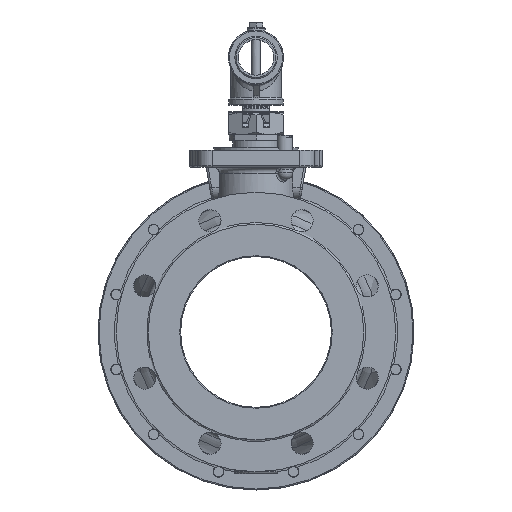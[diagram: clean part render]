
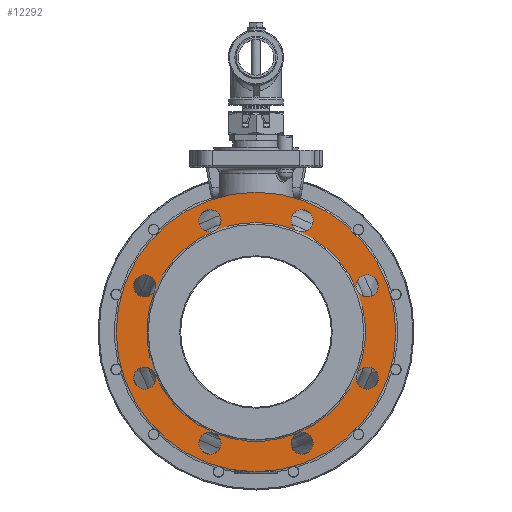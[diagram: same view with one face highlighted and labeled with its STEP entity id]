
A CAD part, left-side view. The second image highlights one B-rep face of the part: STEP entity #12292.
In plain terms, the highlighted planar face has unit normal (-1, 0, 0).
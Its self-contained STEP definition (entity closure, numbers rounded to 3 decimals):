
#447=FACE_BOUND('',#2541,.T.);
#619=CIRCLE('',#13022,11.1);
#621=CIRCLE('',#13025,11.1);
#623=CIRCLE('',#13028,11.1);
#625=CIRCLE('',#13031,11.1);
#627=CIRCLE('',#13034,11.1);
#629=CIRCLE('',#13037,11.1);
#631=CIRCLE('',#13040,11.1);
#632=CIRCLE('',#13042,140.);
#633=CIRCLE('',#13043,109.55);
#634=CIRCLE('',#13044,11.1);
#635=CIRCLE('',#13045,109.55);
#636=CIRCLE('',#13046,109.55);
#637=CIRCLE('',#13047,109.55);
#638=CIRCLE('',#13048,109.55);
#639=CIRCLE('',#13049,109.55);
#640=CIRCLE('',#13050,109.55);
#641=CIRCLE('',#13051,109.55);
#1798=FACE_OUTER_BOUND('',#2540,.T.);
#2540=EDGE_LOOP('',(#7732));
#2541=EDGE_LOOP('',(#7733,#7734,#7735,#7736,#7737,#7738,#7739,#7740,#7741,
#7742,#7743,#7744,#7745,#7746,#7747,#7748));
#4754=VERTEX_POINT('',#17312);
#4756=VERTEX_POINT('',#17317);
#4758=VERTEX_POINT('',#17322);
#4760=VERTEX_POINT('',#17327);
#4762=VERTEX_POINT('',#17332);
#4764=VERTEX_POINT('',#17337);
#4766=VERTEX_POINT('',#17342);
#4767=VERTEX_POINT('',#17345);
#4768=VERTEX_POINT('',#17347);
#5924=EDGE_CURVE('',#4754,#4754,#619,.T.);
#5926=EDGE_CURVE('',#4756,#4756,#621,.T.);
#5928=EDGE_CURVE('',#4758,#4758,#623,.T.);
#5930=EDGE_CURVE('',#4760,#4760,#625,.T.);
#5932=EDGE_CURVE('',#4762,#4762,#627,.T.);
#5934=EDGE_CURVE('',#4764,#4764,#629,.T.);
#5936=EDGE_CURVE('',#4766,#4766,#631,.T.);
#5937=EDGE_CURVE('',#4767,#4767,#632,.T.);
#5938=EDGE_CURVE('',#4768,#4754,#633,.T.);
#5939=EDGE_CURVE('',#4768,#4768,#634,.T.);
#5940=EDGE_CURVE('',#4766,#4768,#635,.T.);
#5941=EDGE_CURVE('',#4764,#4766,#636,.T.);
#5942=EDGE_CURVE('',#4762,#4764,#637,.T.);
#5943=EDGE_CURVE('',#4760,#4762,#638,.T.);
#5944=EDGE_CURVE('',#4758,#4760,#639,.T.);
#5945=EDGE_CURVE('',#4756,#4758,#640,.T.);
#5946=EDGE_CURVE('',#4754,#4756,#641,.T.);
#7732=ORIENTED_EDGE('',*,*,#5937,.F.);
#7733=ORIENTED_EDGE('',*,*,#5938,.F.);
#7734=ORIENTED_EDGE('',*,*,#5939,.T.);
#7735=ORIENTED_EDGE('',*,*,#5940,.F.);
#7736=ORIENTED_EDGE('',*,*,#5936,.T.);
#7737=ORIENTED_EDGE('',*,*,#5941,.F.);
#7738=ORIENTED_EDGE('',*,*,#5934,.T.);
#7739=ORIENTED_EDGE('',*,*,#5942,.F.);
#7740=ORIENTED_EDGE('',*,*,#5932,.T.);
#7741=ORIENTED_EDGE('',*,*,#5943,.F.);
#7742=ORIENTED_EDGE('',*,*,#5930,.T.);
#7743=ORIENTED_EDGE('',*,*,#5944,.F.);
#7744=ORIENTED_EDGE('',*,*,#5928,.T.);
#7745=ORIENTED_EDGE('',*,*,#5945,.F.);
#7746=ORIENTED_EDGE('',*,*,#5926,.T.);
#7747=ORIENTED_EDGE('',*,*,#5946,.F.);
#7748=ORIENTED_EDGE('',*,*,#5924,.T.);
#11295=PLANE('',#13041);
#12292=ADVANCED_FACE('',(#1798,#447),#11295,.F.);
#13022=AXIS2_PLACEMENT_3D('',#17313,#14172,#14173);
#13025=AXIS2_PLACEMENT_3D('',#17318,#14178,#14179);
#13028=AXIS2_PLACEMENT_3D('',#17323,#14184,#14185);
#13031=AXIS2_PLACEMENT_3D('',#17328,#14190,#14191);
#13034=AXIS2_PLACEMENT_3D('',#17333,#14196,#14197);
#13037=AXIS2_PLACEMENT_3D('',#17338,#14202,#14203);
#13040=AXIS2_PLACEMENT_3D('',#17343,#14208,#14209);
#13041=AXIS2_PLACEMENT_3D('',#17344,#14210,#14211);
#13042=AXIS2_PLACEMENT_3D('',#17346,#14212,#14213);
#13043=AXIS2_PLACEMENT_3D('',#17348,#14214,#14215);
#13044=AXIS2_PLACEMENT_3D('',#17349,#14216,#14217);
#13045=AXIS2_PLACEMENT_3D('',#17350,#14218,#14219);
#13046=AXIS2_PLACEMENT_3D('',#17351,#14220,#14221);
#13047=AXIS2_PLACEMENT_3D('',#17352,#14222,#14223);
#13048=AXIS2_PLACEMENT_3D('',#17353,#14224,#14225);
#13049=AXIS2_PLACEMENT_3D('',#17354,#14226,#14227);
#13050=AXIS2_PLACEMENT_3D('',#17355,#14228,#14229);
#13051=AXIS2_PLACEMENT_3D('',#17356,#14230,#14231);
#14172=DIRECTION('center_axis',(1.,0.,0.));
#14173=DIRECTION('ref_axis',(0.,0.707,0.707));
#14178=DIRECTION('center_axis',(1.,0.,0.));
#14179=DIRECTION('ref_axis',(0.,1.,0.));
#14184=DIRECTION('center_axis',(1.,0.,0.));
#14185=DIRECTION('ref_axis',(0.,0.707,-0.707));
#14190=DIRECTION('center_axis',(1.,0.,0.));
#14191=DIRECTION('ref_axis',(0.,0.,-1.));
#14196=DIRECTION('center_axis',(1.,0.,0.));
#14197=DIRECTION('ref_axis',(0.,-0.707,-0.707));
#14202=DIRECTION('center_axis',(1.,0.,0.));
#14203=DIRECTION('ref_axis',(0.,-1.,0.));
#14208=DIRECTION('center_axis',(1.,0.,0.));
#14209=DIRECTION('ref_axis',(0.,-0.707,0.707));
#14210=DIRECTION('center_axis',(1.,0.,0.));
#14211=DIRECTION('ref_axis',(0.,0.,-1.));
#14212=DIRECTION('center_axis',(1.,0.,0.));
#14213=DIRECTION('ref_axis',(0.,0.,-1.));
#14214=DIRECTION('center_axis',(-1.,0.,0.));
#14215=DIRECTION('ref_axis',(0.,0.,-1.));
#14216=DIRECTION('center_axis',(1.,0.,0.));
#14217=DIRECTION('ref_axis',(0.,0.,1.));
#14218=DIRECTION('center_axis',(-1.,0.,0.));
#14219=DIRECTION('ref_axis',(0.,0.,-1.));
#14220=DIRECTION('center_axis',(-1.,0.,0.));
#14221=DIRECTION('ref_axis',(0.,0.,-1.));
#14222=DIRECTION('center_axis',(-1.,0.,0.));
#14223=DIRECTION('ref_axis',(0.,0.,-1.));
#14224=DIRECTION('center_axis',(-1.,0.,0.));
#14225=DIRECTION('ref_axis',(0.,0.,-1.));
#14226=DIRECTION('center_axis',(-1.,0.,0.));
#14227=DIRECTION('ref_axis',(0.,0.,-1.));
#14228=DIRECTION('center_axis',(-1.,0.,0.));
#14229=DIRECTION('ref_axis',(0.,0.,-1.));
#14230=DIRECTION('center_axis',(-1.,0.,0.));
#14231=DIRECTION('ref_axis',(0.,0.,-1.));
#17312=CARTESIAN_POINT('',(-177.1,41.923,101.211));
#17313=CARTESIAN_POINT('Origin',(-177.1,46.171,111.466));
#17317=CARTESIAN_POINT('',(-177.1,101.211,41.923));
#17318=CARTESIAN_POINT('Origin',(-177.1,111.466,46.171));
#17322=CARTESIAN_POINT('',(-177.1,101.211,-41.923));
#17323=CARTESIAN_POINT('Origin',(-177.1,111.466,-46.171));
#17327=CARTESIAN_POINT('',(-177.1,41.923,-101.211));
#17328=CARTESIAN_POINT('Origin',(-177.1,46.171,-111.466));
#17332=CARTESIAN_POINT('',(-177.1,-41.923,-101.211));
#17333=CARTESIAN_POINT('Origin',(-177.1,-46.171,-111.466));
#17337=CARTESIAN_POINT('',(-177.1,-101.211,-41.923));
#17338=CARTESIAN_POINT('Origin',(-177.1,-111.466,-46.171));
#17342=CARTESIAN_POINT('',(-177.1,-101.211,41.923));
#17343=CARTESIAN_POINT('Origin',(-177.1,-111.466,46.171));
#17344=CARTESIAN_POINT('Origin',(-177.1,0.,0.));
#17345=CARTESIAN_POINT('',(-177.1,0.,140.));
#17346=CARTESIAN_POINT('Origin',(-177.1,0.,0.));
#17347=CARTESIAN_POINT('',(-177.1,-41.923,101.211));
#17348=CARTESIAN_POINT('Origin',(-177.1,0.,0.));
#17349=CARTESIAN_POINT('Origin',(-177.1,-46.171,111.466));
#17350=CARTESIAN_POINT('Origin',(-177.1,0.,0.));
#17351=CARTESIAN_POINT('Origin',(-177.1,0.,0.));
#17352=CARTESIAN_POINT('Origin',(-177.1,0.,0.));
#17353=CARTESIAN_POINT('Origin',(-177.1,0.,0.));
#17354=CARTESIAN_POINT('Origin',(-177.1,0.,0.));
#17355=CARTESIAN_POINT('Origin',(-177.1,0.,0.));
#17356=CARTESIAN_POINT('Origin',(-177.1,0.,0.));
